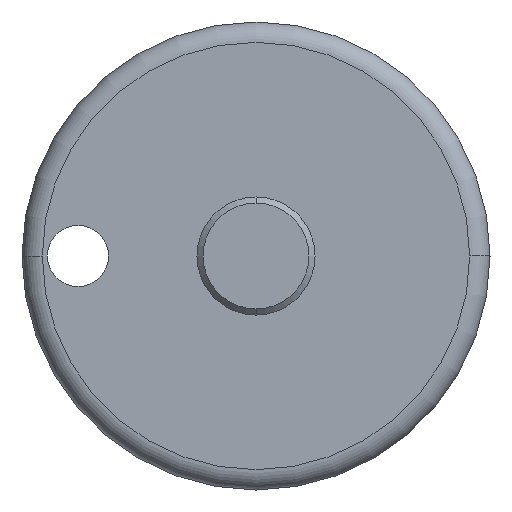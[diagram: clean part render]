
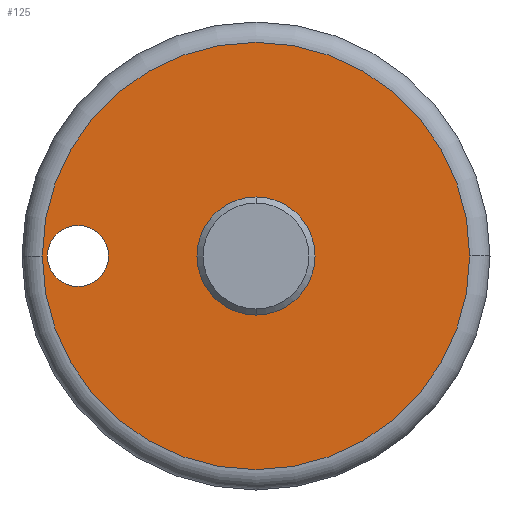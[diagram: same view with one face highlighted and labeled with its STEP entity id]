
A CAD part, left-side view. The second image highlights one B-rep face of the part: STEP entity #125.
In plain terms, the highlighted planar face has unit normal (-1, 0, 0).
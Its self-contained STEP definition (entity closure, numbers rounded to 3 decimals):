
#3 = DIRECTION ( 'NONE',  ( 0., 1., 0. ) ) ;
#30 = AXIS2_PLACEMENT_3D ( 'NONE', #101, #175, #440 ) ;
#33 = DIRECTION ( 'NONE',  ( 1., 0., 0. ) ) ;
#52 = AXIS2_PLACEMENT_3D ( 'NONE', #963, #80, #3 ) ;
#80 = DIRECTION ( 'NONE',  ( -1., 0., 0. ) ) ;
#94 = ORIENTED_EDGE ( 'NONE', *, *, #121, .T. ) ;
#101 = CARTESIAN_POINT ( 'NONE',  ( -111.681, 9.471, 0. ) ) ;
#115 = DIRECTION ( 'NONE',  ( 1., 0., 0. ) ) ;
#119 = AXIS2_PLACEMENT_3D ( 'NONE', #408, #948, #1048 ) ;
#121 = EDGE_CURVE ( 'NONE', #655, #816, #721, .T. ) ;
#125 = ADVANCED_FACE ( 'NONE', ( #1072, #349, #722 ), #239, .F. ) ;
#175 = DIRECTION ( 'NONE',  ( 1., 0., 0. ) ) ;
#210 = EDGE_CURVE ( 'NONE', #338, #689, #324, .T. ) ;
#223 = CARTESIAN_POINT ( 'NONE',  ( -111.681, 10.971, 0. ) ) ;
#225 = DIRECTION ( 'NONE',  ( 0., -1., 0. ) ) ;
#239 = PLANE ( 'NONE',  #791 ) ;
#264 = AXIS2_PLACEMENT_3D ( 'NONE', #459, #33, #364 ) ;
#297 = ORIENTED_EDGE ( 'NONE', *, *, #782, .F. ) ;
#324 = CIRCLE ( 'NONE', #52, 10.5 ) ;
#332 = CARTESIAN_POINT ( 'NONE',  ( -111.681, -2.179, 0. ) ) ;
#338 = VERTEX_POINT ( 'NONE', #396 ) ;
#340 = EDGE_CURVE ( 'NONE', #469, #705, #645, .T. ) ;
#344 = ORIENTED_EDGE ( 'NONE', *, *, #1060, .T. ) ;
#349 = FACE_OUTER_BOUND ( 'NONE', #641, .T. ) ;
#364 = DIRECTION ( 'NONE',  ( 0., 1., 0. ) ) ;
#369 = CIRCLE ( 'NONE', #119, 10.5 ) ;
#396 = CARTESIAN_POINT ( 'NONE',  ( -111.681, -9.779, 0. ) ) ;
#398 = AXIS2_PLACEMENT_3D ( 'NONE', #411, #402, #840 ) ;
#402 = DIRECTION ( 'NONE',  ( -1., 0., 0. ) ) ;
#408 = CARTESIAN_POINT ( 'NONE',  ( -111.681, 0.721, 0. ) ) ;
#411 = CARTESIAN_POINT ( 'NONE',  ( -111.681, 0.721, 0. ) ) ;
#414 = CARTESIAN_POINT ( 'NONE',  ( -111.681, 0.721, 0. ) ) ;
#440 = DIRECTION ( 'NONE',  ( 0., 1., 0. ) ) ;
#459 = CARTESIAN_POINT ( 'NONE',  ( -111.681, 9.471, 0. ) ) ;
#469 = VERTEX_POINT ( 'NONE', #965 ) ;
#485 = EDGE_CURVE ( 'NONE', #816, #655, #770, .T. ) ;
#495 = EDGE_LOOP ( 'NONE', ( #297, #1006 ) ) ;
#579 = DIRECTION ( 'NONE',  ( 0., 1., 0. ) ) ;
#600 = AXIS2_PLACEMENT_3D ( 'NONE', #414, #907, #225 ) ;
#626 = ORIENTED_EDGE ( 'NONE', *, *, #485, .T. ) ;
#641 = EDGE_LOOP ( 'NONE', ( #344, #849 ) ) ;
#645 = CIRCLE ( 'NONE', #600, 2.9 ) ;
#655 = VERTEX_POINT ( 'NONE', #223 ) ;
#689 = VERTEX_POINT ( 'NONE', #924 ) ;
#705 = VERTEX_POINT ( 'NONE', #332 ) ;
#721 = CIRCLE ( 'NONE', #264, 1.5 ) ;
#722 = FACE_BOUND ( 'NONE', #495, .T. ) ;
#764 = CIRCLE ( 'NONE', #398, 2.9 ) ;
#770 = CIRCLE ( 'NONE', #30, 1.5 ) ;
#782 = EDGE_CURVE ( 'NONE', #705, #469, #764, .T. ) ;
#791 = AXIS2_PLACEMENT_3D ( 'NONE', #879, #115, #579 ) ;
#816 = VERTEX_POINT ( 'NONE', #824 ) ;
#824 = CARTESIAN_POINT ( 'NONE',  ( -111.681, 7.971, 0. ) ) ;
#840 = DIRECTION ( 'NONE',  ( 0., -1., 0. ) ) ;
#849 = ORIENTED_EDGE ( 'NONE', *, *, #210, .T. ) ;
#879 = CARTESIAN_POINT ( 'NONE',  ( -111.681, 12.221, 0. ) ) ;
#907 = DIRECTION ( 'NONE',  ( -1., 0., 0. ) ) ;
#924 = CARTESIAN_POINT ( 'NONE',  ( -111.681, 11.221, 0. ) ) ;
#948 = DIRECTION ( 'NONE',  ( -1., 0., 0. ) ) ;
#963 = CARTESIAN_POINT ( 'NONE',  ( -111.681, 0.721, 0. ) ) ;
#965 = CARTESIAN_POINT ( 'NONE',  ( -111.681, 3.621, 0. ) ) ;
#1006 = ORIENTED_EDGE ( 'NONE', *, *, #340, .F. ) ;
#1017 = EDGE_LOOP ( 'NONE', ( #94, #626 ) ) ;
#1048 = DIRECTION ( 'NONE',  ( 0., 1., 0. ) ) ;
#1060 = EDGE_CURVE ( 'NONE', #689, #338, #369, .T. ) ;
#1072 = FACE_BOUND ( 'NONE', #1017, .T. ) ;
